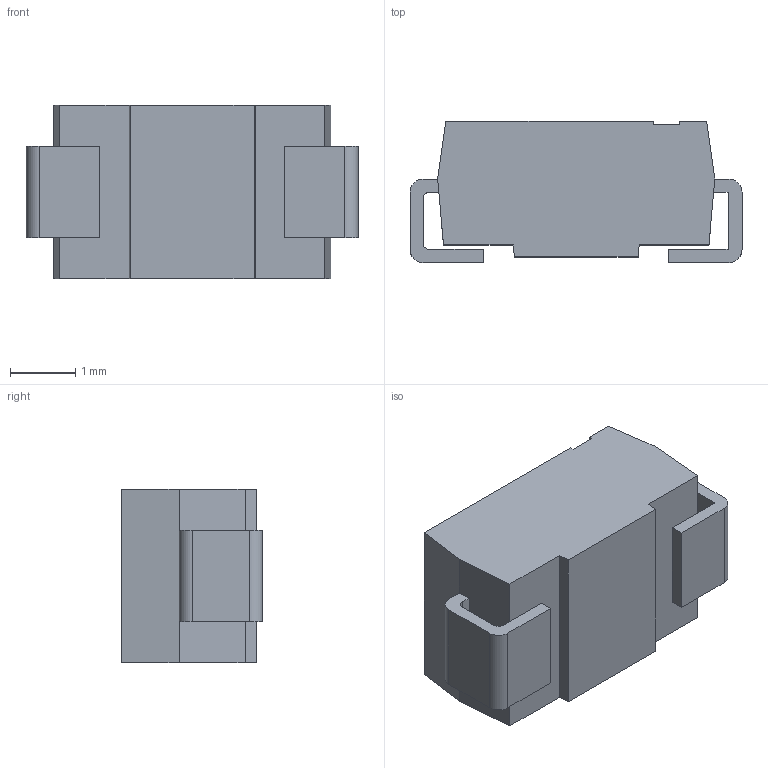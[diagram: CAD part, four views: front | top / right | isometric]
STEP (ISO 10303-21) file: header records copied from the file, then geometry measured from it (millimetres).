
FILE_DESCRIPTION(/* description */ (''),/* implementation_level */ '2;1');
FILE_NAME(/* name */ 'SMA Package.step',/* time_stamp */ '2024-02-10T20:26:29-05:00',/* author */ (''),/* organization */ (''),/* preprocessor_version */ 'ST-DEVELOPER v20',/* originating_system */ 'Autodesk Translation Framework v12.20.1.177',/* authorisation */ '');
FILE_SCHEMA (('AUTOMOTIVE_DESIGN { 1 0 10303 214 3 1 1 }'));
Length unit declared in the file: millimetre
Products named in the file (1): SMA Package
Bounding box: 5.09 x 2.17 x 2.67 mm (x, y, z)
Volume: 23.1 mm3; surface area: 65 mm2
Topology: 1 solids, 1 shells, 98 faces, 272 edges, 180 vertices
Faces by surface type: plane 64, bspline 26, cylinder 8
Entity records: 3438 total; most frequent: CARTESIAN_POINT 993, ORIENTED_EDGE 544, DIRECTION 382, EDGE_CURVE 272, LINE 204, VECTOR 204, VERTEX_POINT 180, EDGE_LOOP 102
